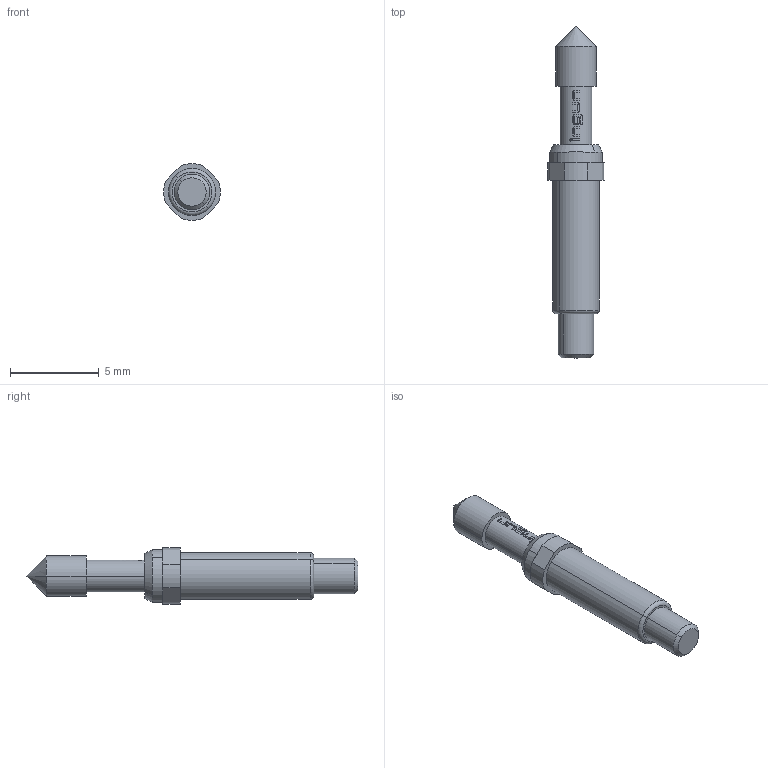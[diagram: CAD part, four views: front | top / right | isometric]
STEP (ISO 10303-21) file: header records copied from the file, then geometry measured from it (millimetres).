
FILE_DESCRIPTION (( 'STEP AP203' ), '1' );
FILE_NAME ('INGUN_GKS-913_358_230_R_xx02_M.STEP', '2021-09-20T06:55:55', ( 'ochi' ), ( '' ), 'SwSTEP 2.0', 'SolidWorks 2018', '' );
FILE_SCHEMA (( 'CONFIG_CONTROL_DESIGN' ));
Length unit declared in the file: millimetre
Products named in the file (1): INGUN_GKS-913_358_230_R_xx02_M
Bounding box: 3.19 x 18.7 x 3.19 mm (x, y, z)
Volume: 82.7 mm3; surface area: 149.7 mm2
Topology: 1 solids, 1 shells, 100 faces, 258 edges, 169 vertices
Faces by surface type: plane 50, bspline 22, cylinder 20, cone 6, torus 2
Entity records: 3377 total; most frequent: CARTESIAN_POINT 1026, ORIENTED_EDGE 512, DIRECTION 406, EDGE_CURVE 256, VERTEX_POINT 169, AXIS2_PLACEMENT_3D 157, EDGE_LOOP 111, ADVANCED_FACE 100
